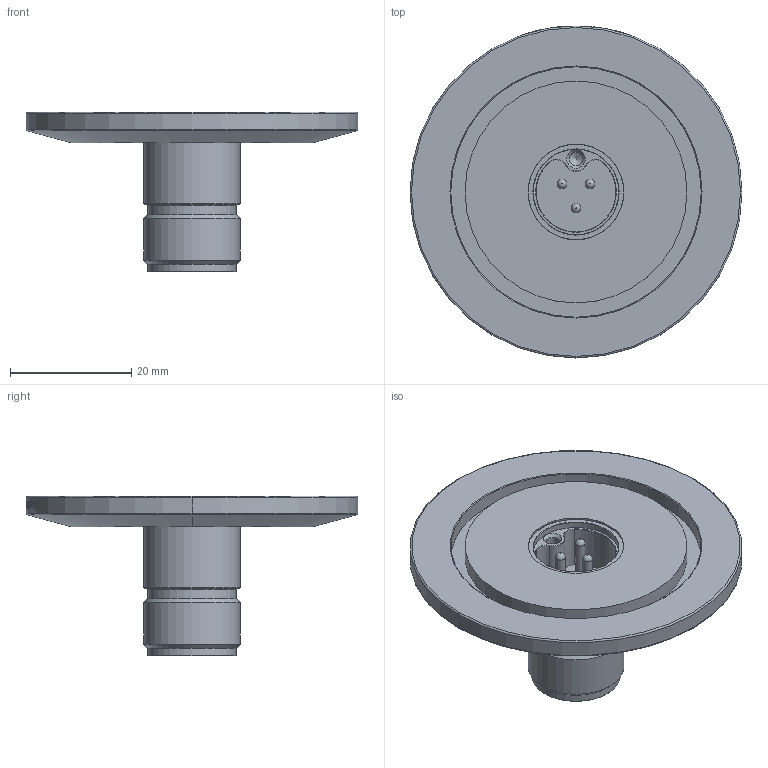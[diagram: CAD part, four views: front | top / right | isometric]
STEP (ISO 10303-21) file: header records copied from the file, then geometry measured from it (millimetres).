
FILE_DESCRIPTION(/* description */ ('Alibre Inc.'),/* implementation_level */ '2;1');
FILE_NAME(/* name */ 'export0',/* time_stamp */ '2015-05-18T14:13:12-07:00',/* author */ (''),/* organization */ (''),/* preprocessor_version */ 'ST-DEVELOPER v14',/* originating_system */ 'Alibre',/* authorisation */ '');
FILE_SCHEMA (('CONFIG_CONTROL_DESIGN'));
Length unit declared in the file: centimetre
Products named in the file (1): ID_1
Bounding box: 54.86 x 54.86 x 26.42 mm (x, y, z)
Volume: 11776.9 mm3; surface area: 8120.2 mm2
Topology: 1 solids, 1 shells, 364 faces, 936 edges, 617 vertices
Faces by surface type: bspline 138, plane 136, cylinder 60, cone 17, torus 12, sphere 1
Full cylindrical faces by diameter (mm): 1.575 x6, 2.156 x1, 11.379 x1, 14.122 x1, 14.547 x2, 15.824 x1, 15.875 x2
Entity records: 30913 total; most frequent: CARTESIAN_POINT 23474, ORIENTED_EDGE 1788, DIRECTION 929, EDGE_CURVE 894, VERTEX_POINT 607, B_SPLINE_CURVE_WITH_KNOTS 467, FACE_BOUND 439, EDGE_LOOP 438
